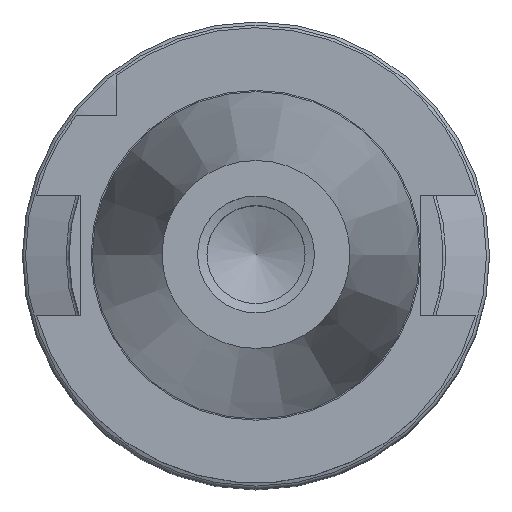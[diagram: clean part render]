
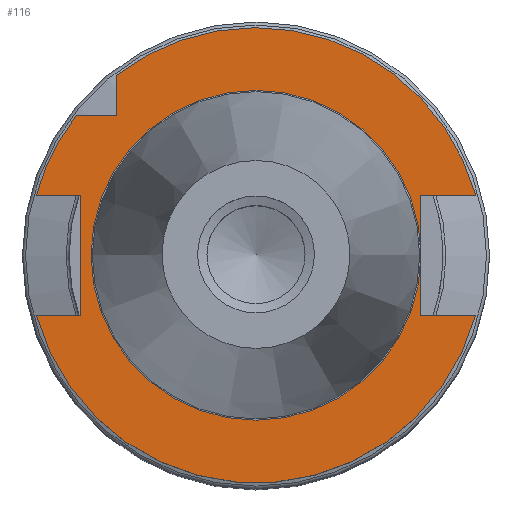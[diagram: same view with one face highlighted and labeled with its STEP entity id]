
A CAD part, top view. The second image highlights one B-rep face of the part: STEP entity #116.
In plain terms, the highlighted planar face has unit normal (0, 0, 1).
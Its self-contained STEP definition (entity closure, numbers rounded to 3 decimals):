
#116=ADVANCED_FACE('',(#189),#164,.F.);
#164=PLANE('',#901);
#189=FACE_OUTER_BOUND('',#224,.T.);
#224=EDGE_LOOP('',(#358,#359,#360,#361,#362,#363,#364,#365,#366,#367,#368,
#369,#370));
#290=CIRCLE('',#889,48.725);
#292=CIRCLE('',#892,48.725);
#294=CIRCLE('',#895,48.725);
#297=CIRCLE('',#900,35.3);
#358=ORIENTED_EDGE('',*,*,#664,.T.);
#359=ORIENTED_EDGE('',*,*,#665,.T.);
#360=ORIENTED_EDGE('',*,*,#655,.T.);
#361=ORIENTED_EDGE('',*,*,#666,.T.);
#362=ORIENTED_EDGE('',*,*,#667,.F.);
#363=ORIENTED_EDGE('',*,*,#659,.F.);
#364=ORIENTED_EDGE('',*,*,#668,.F.);
#365=ORIENTED_EDGE('',*,*,#644,.F.);
#366=ORIENTED_EDGE('',*,*,#669,.T.);
#367=ORIENTED_EDGE('',*,*,#651,.F.);
#368=ORIENTED_EDGE('',*,*,#670,.F.);
#369=ORIENTED_EDGE('',*,*,#671,.T.);
#370=ORIENTED_EDGE('',*,*,#672,.T.);
#564=VERTEX_POINT('',#1258);
#565=VERTEX_POINT('',#1259);
#569=VERTEX_POINT('',#1268);
#571=VERTEX_POINT('',#1272);
#572=VERTEX_POINT('',#1276);
#575=VERTEX_POINT('',#1281);
#577=VERTEX_POINT('',#1286);
#579=VERTEX_POINT('',#1290);
#584=VERTEX_POINT('',#1303);
#585=VERTEX_POINT('',#1304);
#586=VERTEX_POINT('',#1307);
#587=VERTEX_POINT('',#1312);
#644=EDGE_CURVE('',#564,#565,#754,.T.);
#651=EDGE_CURVE('',#571,#569,#290,.T.);
#655=EDGE_CURVE('',#572,#575,#292,.T.);
#659=EDGE_CURVE('',#579,#577,#294,.T.);
#664=EDGE_CURVE('',#584,#585,#766,.T.);
#665=EDGE_CURVE('',#585,#572,#767,.T.);
#666=EDGE_CURVE('',#575,#586,#768,.T.);
#667=EDGE_CURVE('',#577,#586,#769,.T.);
#668=EDGE_CURVE('',#565,#579,#770,.T.);
#669=EDGE_CURVE('',#564,#569,#771,.T.);
#670=EDGE_CURVE('',#587,#571,#772,.T.);
#671=EDGE_CURVE('',#587,#584,#773,.T.);
#672=EDGE_CURVE('',#584,#584,#297,.T.);
#754=LINE('',#1257,#810);
#766=LINE('',#1302,#822);
#767=LINE('',#1305,#823);
#768=LINE('',#1306,#824);
#769=LINE('',#1308,#825);
#770=LINE('',#1309,#826);
#771=LINE('',#1310,#827);
#772=LINE('',#1311,#828);
#773=LINE('',#1313,#829);
#810=VECTOR('',#1000,1.);
#822=VECTOR('',#1038,1.);
#823=VECTOR('',#1039,1.);
#824=VECTOR('',#1040,1.);
#825=VECTOR('',#1041,1.);
#826=VECTOR('',#1042,1.);
#827=VECTOR('',#1043,1.);
#828=VECTOR('',#1044,1.);
#829=VECTOR('',#1045,1.);
#889=AXIS2_PLACEMENT_3D('',#1273,#1010,#1011);
#892=AXIS2_PLACEMENT_3D('',#1282,#1018,#1019);
#895=AXIS2_PLACEMENT_3D('',#1291,#1026,#1027);
#900=AXIS2_PLACEMENT_3D('',#1314,#1046,#1047);
#901=AXIS2_PLACEMENT_3D('',#1315,#1048,#1049);
#1000=DIRECTION('',(0.,1.,0.));
#1010=DIRECTION('',(0.,0.,-1.));
#1011=DIRECTION('',(-1.,0.,0.));
#1018=DIRECTION('',(0.,0.,1.));
#1019=DIRECTION('',(-1.,0.,0.));
#1026=DIRECTION('',(0.,0.,-1.));
#1027=DIRECTION('',(-1.,0.,0.));
#1038=DIRECTION('',(0.,1.,0.));
#1039=DIRECTION('',(1.,0.,0.));
#1040=DIRECTION('',(0.,-1.,0.));
#1041=DIRECTION('',(1.,0.,0.));
#1042=DIRECTION('',(-1.,0.,0.));
#1043=DIRECTION('',(-1.,0.,0.));
#1044=DIRECTION('',(1.,0.,0.));
#1045=DIRECTION('',(0.,1.,0.));
#1046=DIRECTION('',(0.,0.,-1.));
#1047=DIRECTION('',(-1.,0.,0.));
#1048=DIRECTION('',(0.,0.,-1.));
#1049=DIRECTION('',(-1.,0.,0.));
#1257=CARTESIAN_POINT('',(-37.5,34.7,-3.2));
#1258=CARTESIAN_POINT('',(-37.5,-12.903,-3.2));
#1259=CARTESIAN_POINT('',(-37.5,12.903,-3.2));
#1268=CARTESIAN_POINT('',(-46.986,-12.903,-3.2));
#1272=CARTESIAN_POINT('',(46.986,-12.903,-3.2));
#1273=CARTESIAN_POINT('',(0.,0.,-3.2));
#1276=CARTESIAN_POINT('',(46.986,12.903,-3.2));
#1281=CARTESIAN_POINT('',(-29.85,38.511,-3.2));
#1282=CARTESIAN_POINT('',(0.,0.,-3.2));
#1286=CARTESIAN_POINT('',(-38.511,29.85,-3.2));
#1290=CARTESIAN_POINT('',(-46.986,12.903,-3.2));
#1291=CARTESIAN_POINT('',(0.,0.,-3.2));
#1302=CARTESIAN_POINT('',(35.3,34.7,-3.2));
#1303=CARTESIAN_POINT('',(35.3,0.,-3.2));
#1304=CARTESIAN_POINT('',(35.3,12.903,-3.2));
#1305=CARTESIAN_POINT('',(58.725,12.903,-3.2));
#1306=CARTESIAN_POINT('',(-29.85,34.7,-3.2));
#1307=CARTESIAN_POINT('',(-29.85,29.85,-3.2));
#1308=CARTESIAN_POINT('',(0.,29.85,-3.2));
#1309=CARTESIAN_POINT('',(0.,12.903,-3.2));
#1310=CARTESIAN_POINT('',(-58.725,-12.903,-3.2));
#1311=CARTESIAN_POINT('',(0.,-12.903,-3.2));
#1312=CARTESIAN_POINT('',(35.3,-12.903,-3.2));
#1313=CARTESIAN_POINT('',(35.3,34.7,-3.2));
#1314=CARTESIAN_POINT('',(0.,0.,-3.2));
#1315=CARTESIAN_POINT('',(0.,34.7,-3.2));
